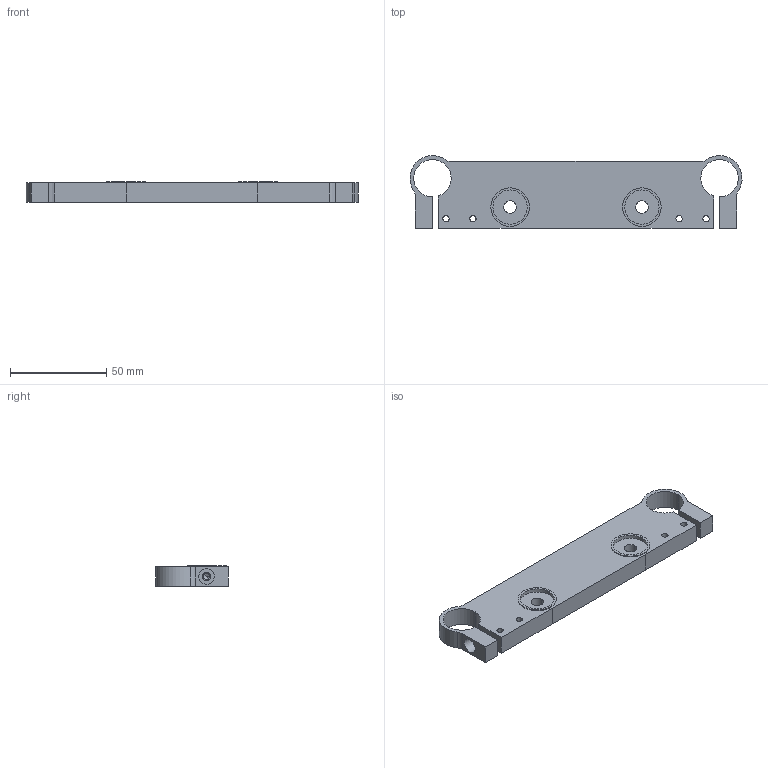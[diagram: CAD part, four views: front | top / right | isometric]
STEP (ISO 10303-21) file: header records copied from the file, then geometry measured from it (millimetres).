
FILE_DESCRIPTION(('CATIA V5 STEP Exchange'),'2;1');
FILE_NAME('support_feu_arriere_v4.stp','2025-10-09T18:18:06+00:00',('none'),('none'),'CATIA Version 5 Release 21 GA (IN-10)','CATIA V5 STEP AP203','none');
FILE_SCHEMA(('CONFIG_CONTROL_DESIGN'));
Length unit declared in the file: millimetre
Products named in the file (1): support_feu_arriere_v3
Bounding box: 172.32 x 37.7 x 10.5 mm (x, y, z)
Volume: 49715.8 mm3; surface area: 17751.6 mm2
Topology: 1 solids, 1 shells, 70 faces, 186 edges, 122 vertices
Faces by surface type: cylinder 46, plane 20, cone 4
Entity records: 2031 total; most frequent: ORIENTED_EDGE 364, CARTESIAN_POINT 346, DIRECTION 264, EDGE_CURVE 182, AXIS2_PLACEMENT_3D 138, VERTEX_POINT 122, CIRCLE 96, EDGE_LOOP 94
